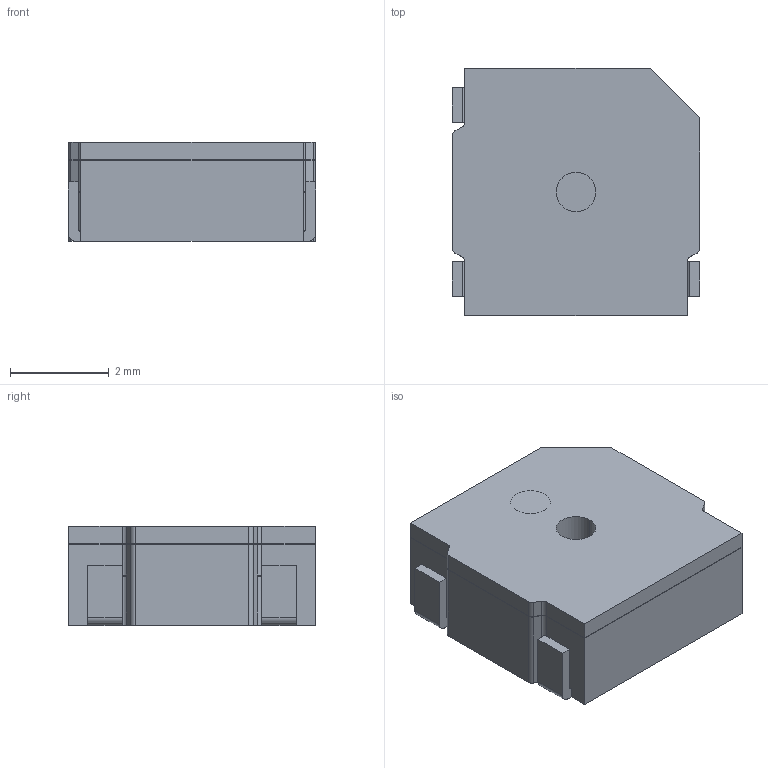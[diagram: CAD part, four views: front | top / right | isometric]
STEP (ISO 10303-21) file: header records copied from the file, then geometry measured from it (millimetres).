
FILE_DESCRIPTION (( 'STEP AP203' ), '1' );
FILE_NAME ('KSSG33J12-3.STEP', '2021-11-04T08:45:50', ( '' ), ( '' ), 'SwSTEP 2.0', 'SolidWorks 2019', '' );
FILE_SCHEMA (( 'CONFIG_CONTROL_DESIGN' ));
Length unit declared in the file: millimetre
Products named in the file (1): KSSG33J12-3
Bounding box: 5 x 5 x 2.01 mm (x, y, z)
Volume: 46.5 mm3; surface area: 100.8 mm2
Topology: 1 solids, 2 shells, 108 faces, 314 edges, 209 vertices
Faces by surface type: plane 72, cylinder 36
Entity records: 3658 total; most frequent: CARTESIAN_POINT 662, ORIENTED_EDGE 628, DIRECTION 593, EDGE_CURVE 314, LINE 233, VECTOR 233, VERTEX_POINT 209, AXIS2_PLACEMENT_3D 180
